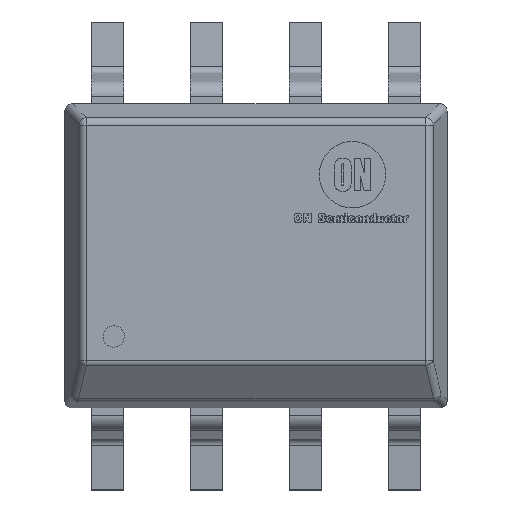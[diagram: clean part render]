
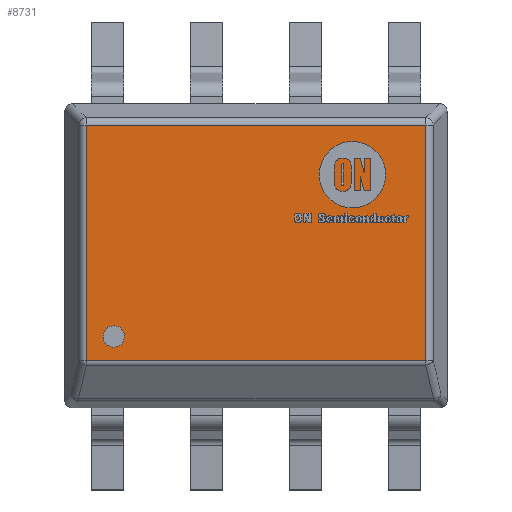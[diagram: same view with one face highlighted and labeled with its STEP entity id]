
A CAD part, top view. The second image highlights one B-rep face of the part: STEP entity #8731.
In plain terms, the highlighted planar face has unit normal (0, 0, 1).
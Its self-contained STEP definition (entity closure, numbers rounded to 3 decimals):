
#710=PLANE('',#9325);
#988=LINE('',#11486,#1806);
#990=LINE('',#11496,#1808);
#994=LINE('',#11512,#1812);
#998=LINE('',#11518,#1816);
#1806=VECTOR('',#9792,3.019);
#1808=VECTOR('',#9804,4.353);
#1812=VECTOR('',#9822,3.019);
#1816=VECTOR('',#9830,4.353);
#2706=FACE_OUTER_BOUND('',#3217,.T.);
#3217=EDGE_LOOP('',(#6186,#6187,#6188,#6189));
#3831=VERTEX_POINT('',#11455);
#3838=VERTEX_POINT('',#11476);
#3840=VERTEX_POINT('',#11488);
#3845=VERTEX_POINT('',#11504);
#4729=EDGE_CURVE('',#3831,#3838,#988,.T.);
#4734=EDGE_CURVE('',#3840,#3831,#990,.T.);
#4742=EDGE_CURVE('',#3845,#3840,#994,.T.);
#4746=EDGE_CURVE('',#3838,#3845,#998,.T.);
#6186=ORIENTED_EDGE('',*,*,#4729,.F.);
#6187=ORIENTED_EDGE('',*,*,#4734,.F.);
#6188=ORIENTED_EDGE('',*,*,#4742,.F.);
#6189=ORIENTED_EDGE('',*,*,#4746,.F.);
#8731=ADVANCED_FACE('',(#2706),#710,.T.);
#9325=AXIS2_PLACEMENT_3D('',#11588,#9914,#9915);
#9792=DIRECTION('',(0.,-1.,0.));
#9804=DIRECTION('',(1.,0.,0.));
#9822=DIRECTION('',(0.,1.,0.));
#9830=DIRECTION('',(-1.,0.,0.));
#9914=DIRECTION('center_axis',(0.,0.,1.));
#9915=DIRECTION('ref_axis',(1.,0.,0.));
#11455=CARTESIAN_POINT('',(2.176,1.676,1.575));
#11476=CARTESIAN_POINT('',(2.176,-1.342,1.575));
#11486=CARTESIAN_POINT('',(2.176,-0.488,1.575));
#11488=CARTESIAN_POINT('',(-2.176,1.676,1.575));
#11496=CARTESIAN_POINT('',(0.613,1.676,1.575));
#11504=CARTESIAN_POINT('',(-2.176,-1.342,1.575));
#11512=CARTESIAN_POINT('',(-2.176,0.487,1.575));
#11518=CARTESIAN_POINT('',(-0.306,-1.342,1.575));
#11588=CARTESIAN_POINT('Origin',(0.,0.,
1.575));
